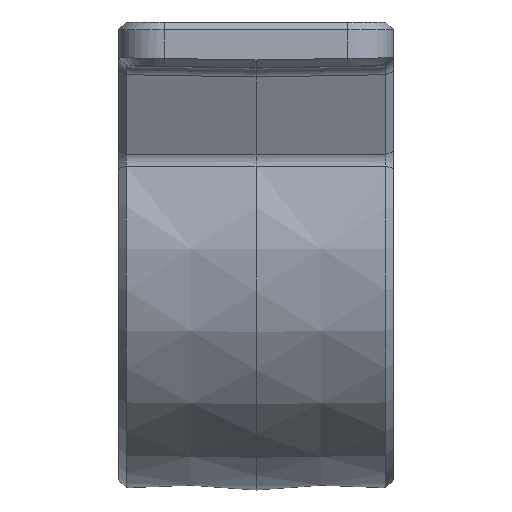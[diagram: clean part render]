
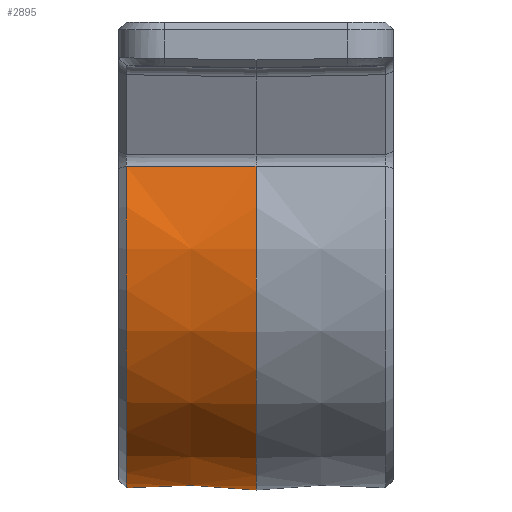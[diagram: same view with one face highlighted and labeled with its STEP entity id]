
A CAD part, top view. The second image highlights one B-rep face of the part: STEP entity #2895.
In plain terms, the highlighted conical face has half-angle 1 degrees and reference radius 16.026 mm.
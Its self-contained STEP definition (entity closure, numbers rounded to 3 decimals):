
#894=CARTESIAN_POINT('',(-8.491,0.,0.));
#895=DIRECTION('',(-1.,0.,0.));
#896=DIRECTION('',(0.,0.319,-0.948));
#897=AXIS2_PLACEMENT_3D('',#894,#895,#896);
#899=CARTESIAN_POINT('',(-8.491,5.093,15.117));
#900=CARTESIAN_POINT('',(-7.836,5.093,15.129));
#901=CARTESIAN_POINT('',(-6.505,5.092,15.154));
#902=CARTESIAN_POINT('',(-4.464,5.09,15.192));
#903=CARTESIAN_POINT('',(-2.312,5.089,15.232));
#904=CARTESIAN_POINT('',(-0.785,5.088,15.26));
#905=CARTESIAN_POINT('',(0.,5.087,15.275));
#907=CARTESIAN_POINT('',(0.,0.,0.));
#908=DIRECTION('',(1.,0.,0.));
#909=DIRECTION('',(0.,0.316,0.949));
#910=AXIS2_PLACEMENT_3D('',#907,#908,#909);
#912=CARTESIAN_POINT('',(-8.491,5.093,-15.117));
#913=CARTESIAN_POINT('',(-7.836,5.093,-15.129));
#914=CARTESIAN_POINT('',(-6.505,5.092,-15.154));
#915=CARTESIAN_POINT('',(-4.464,5.09,-15.192));
#916=CARTESIAN_POINT('',(-2.312,5.089,-15.232));
#917=CARTESIAN_POINT('',(-0.785,5.088,
-15.26));
#918=CARTESIAN_POINT('',(0.,5.087,
-15.275));
#920=CARTESIAN_POINT('',(-8.491,5.093,15.117));
#1191=CARTESIAN_POINT('',(0.,5.087,
15.275));
#1192=CARTESIAN_POINT('',(0.,5.087,
-15.275));
#1193=VERTEX_POINT('',#1191);
#1194=VERTEX_POINT('',#1192);
#1256=VERTEX_POINT('',#920);
#1259=CARTESIAN_POINT('',(-8.491,5.093,
-15.117));
#1260=VERTEX_POINT('',#1259);
#2882=CARTESIAN_POINT('',(-4.246,0.,0.));
#2883=DIRECTION('',(1.,0.,0.));
#2884=DIRECTION('',(0.,0.,-1.));
#2885=AXIS2_PLACEMENT_3D('',#2882,#2883,#2884);
#2886=CONICAL_SURFACE('',#2885,16.026,1.);
#2887=ORIENTED_EDGE('',*,*,#1929,.T.);
#2889=ORIENTED_EDGE('',*,*,#2888,.T.);
#2891=ORIENTED_EDGE('',*,*,#2890,.T.);
#2892=ORIENTED_EDGE('',*,*,#2874,.F.);
#2893=EDGE_LOOP('',(#2887,#2889,#2891,#2892));
#2894=FACE_OUTER_BOUND('',#2893,.F.);
#2895=ADVANCED_FACE('',(#2894),#2886,.T.);
#898=CIRCLE('',#897,15.952);
#906=B_SPLINE_CURVE_WITH_KNOTS('',3,(#899,#900,#901,#902,#903,#904,#905),
.UNSPECIFIED.,.F.,.F.,(4,1,1,1,4),(0.,0.25,0.5,0.75,1.),
.UNSPECIFIED.);
#911=CIRCLE('',#910,16.1);
#919=B_SPLINE_CURVE_WITH_KNOTS('',3,(#912,#913,#914,#915,#916,#917,#918),
.UNSPECIFIED.,.F.,.F.,(4,1,1,1,4),(0.,0.25,0.5,0.75,1.),
.UNSPECIFIED.);
#1929=EDGE_CURVE('',#1260,#1256,#898,.T.);
#2874=EDGE_CURVE('',#1260,#1194,#919,.T.);
#2888=EDGE_CURVE('',#1256,#1193,#906,.T.);
#2890=EDGE_CURVE('',#1193,#1194,#911,.T.);
